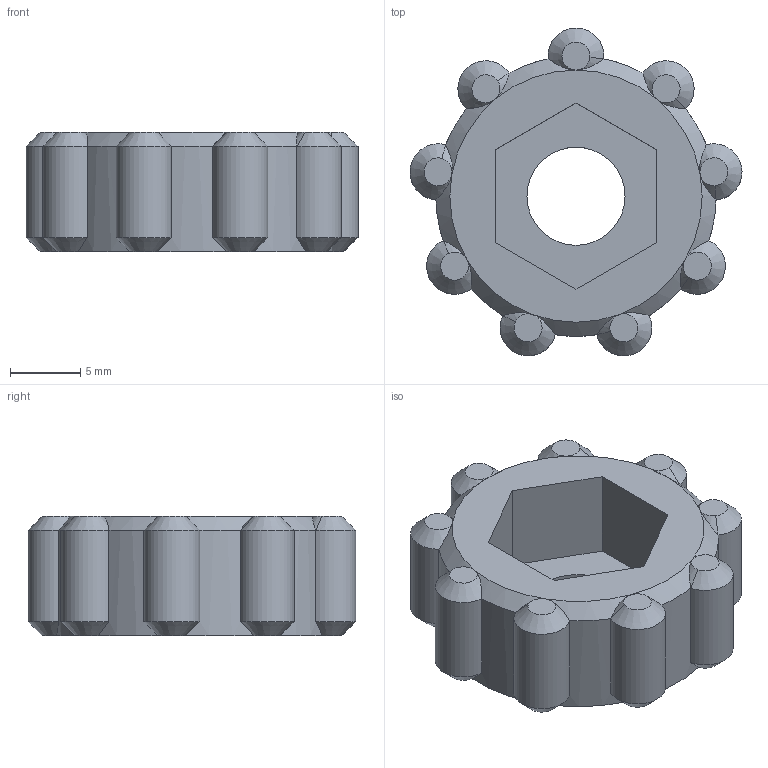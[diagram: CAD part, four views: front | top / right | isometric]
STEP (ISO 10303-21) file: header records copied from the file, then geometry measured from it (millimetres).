
FILE_DESCRIPTION(/* description */ ('','CAx-IF Rec.Pracs.---Representation and Presentation of Product Manufacturing Information (PMI)---4.0---2014-10-13'),/* implementation_level */ '2;1');
FILE_NAME(/* name */ 'Quarter-20 Knob.step',/* time_stamp */ '2025-02-01T11:05:25-06:00',/* author */ (''),/* organization */ (''),/* preprocessor_version */ 'ST-DEVELOPER v20',/* originating_system */ 'Autodesk Translation Framework v13.20.0.188',/* authorisation */ '');
FILE_SCHEMA (('AP242_MANAGED_MODEL_BASED_3D_ENGINEERING_MIM_LF { 1 0 10303 442 1 1 4 }'));
Length unit declared in the file: millimetre
Products named in the file (2): (Unsaved); 1/4-20 Knob
Assembly tree (1 placements, depth 2):
  (Unsaved)
    1/4-20 Knob
Bounding box: 23.7 x 23.4 x 8.5 mm (x, y, z)
Volume: 2281.1 mm3; surface area: 1628.9 mm2
Topology: 1 solids, 1 shells, 73 faces, 156 edges, 86 vertices
Faces by surface type: cone 36, cylinder 19, plane 18
Full cylindrical faces by diameter (mm): 7 x1
Entity records: 2097 total; most frequent: CARTESIAN_POINT 498, DIRECTION 346, ORIENTED_EDGE 312, EDGE_CURVE 156, AXIS2_PLACEMENT_3D 150, VERTEX_POINT 86, EDGE_LOOP 76, CIRCLE 74
